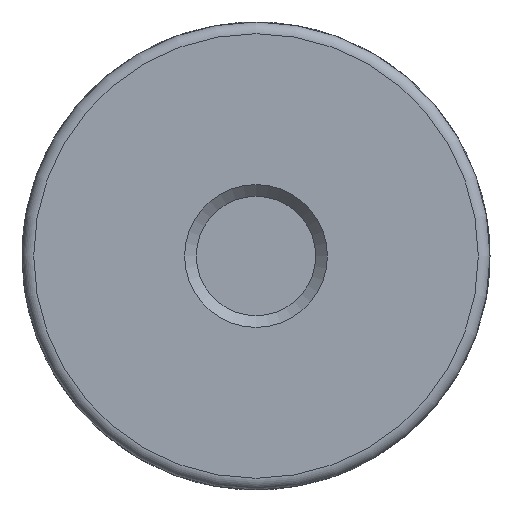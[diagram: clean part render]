
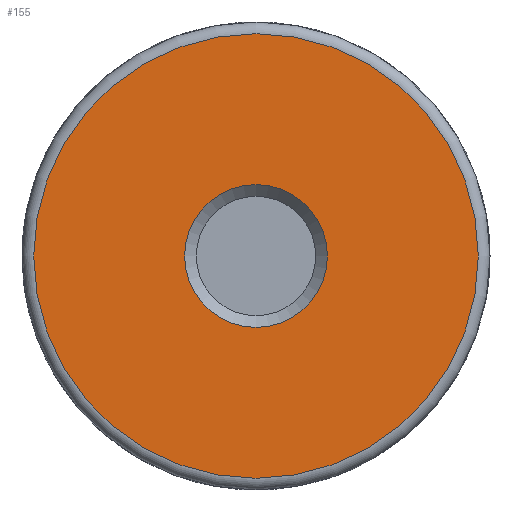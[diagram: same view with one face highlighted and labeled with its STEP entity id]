
A CAD part, left-side view. The second image highlights one B-rep face of the part: STEP entity #155.
In plain terms, the highlighted planar face has unit normal (-1, 0, 0).
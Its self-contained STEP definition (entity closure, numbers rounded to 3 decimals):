
#155 = ADVANCED_FACE( '', ( #241, #242 ), #243, .F. );
#241 = FACE_BOUND( '', #364, .T. );
#242 = FACE_OUTER_BOUND( '', #365, .T. );
#243 = PLANE( '', #366 );
#364 = EDGE_LOOP( '', ( #566 ) );
#365 = EDGE_LOOP( '', ( #567 ) );
#366 = AXIS2_PLACEMENT_3D( '', #568, #569, #570 );
#566 = ORIENTED_EDGE( '', *, *, #629, .T. );
#567 = ORIENTED_EDGE( '', *, *, #632, .T. );
#568 = CARTESIAN_POINT( '', ( -25., 0., 0. ) );
#569 = DIRECTION( '', ( 1., 0., 0. ) );
#570 = DIRECTION( '', ( 0., 1., 0. ) );
#629 = EDGE_CURVE( '', #721, #721, #722, .T. );
#632 = EDGE_CURVE( '', #727, #727, #728, .F. );
#721 = VERTEX_POINT( '', #962 );
#722 = CIRCLE( '', #963, 6.1 );
#727 = VERTEX_POINT( '', #968 );
#728 = CIRCLE( '', #969, 19. );
#962 = CARTESIAN_POINT( '', ( -25., 6.1, 0. ) );
#963 = AXIS2_PLACEMENT_3D( '', #1057, #1058, #1059 );
#968 = CARTESIAN_POINT( '', ( -25., 19., 0. ) );
#969 = AXIS2_PLACEMENT_3D( '', #1066, #1067, #1068 );
#1057 = CARTESIAN_POINT( '', ( -25., 0., 0. ) );
#1058 = DIRECTION( '', ( 1., 0., 0. ) );
#1059 = DIRECTION( '', ( 0., 1., 0. ) );
#1066 = CARTESIAN_POINT( '', ( -25., 0., 0. ) );
#1067 = DIRECTION( '', ( 1., 0., 0. ) );
#1068 = DIRECTION( '', ( 0., 1., 0. ) );
